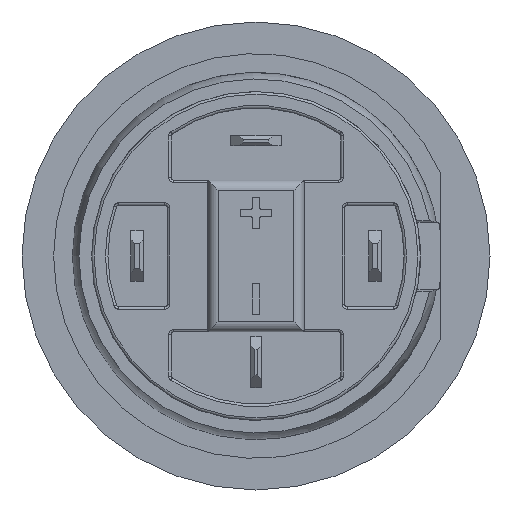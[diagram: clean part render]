
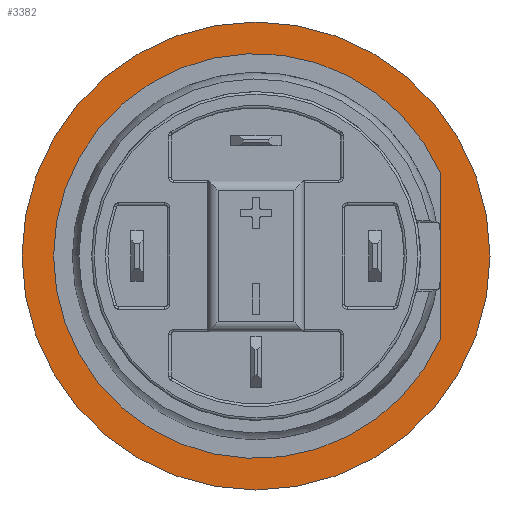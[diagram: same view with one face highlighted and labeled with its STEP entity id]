
A CAD part, front view. The second image highlights one B-rep face of the part: STEP entity #3382.
In plain terms, the highlighted planar face has unit normal (0, -1, 0).
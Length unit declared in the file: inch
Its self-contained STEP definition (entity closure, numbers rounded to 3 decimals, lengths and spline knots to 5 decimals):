
#87=FACE_BOUND('',#552,.T.);
#117=CIRCLE('',#3605,0.36417);
#118=CIRCLE('',#3606,0.36417);
#119=CIRCLE('',#3607,0.28565);
#120=CIRCLE('',#3608,0.28565);
#359=FACE_OUTER_BOUND('',#551,.T.);
#551=EDGE_LOOP('',(#2153,#2154));
#552=EDGE_LOOP('',(#2155,#2156));
#1357=VERTEX_POINT('',#5123);
#1358=VERTEX_POINT('',#5124);
#1359=VERTEX_POINT('',#5127);
#1360=VERTEX_POINT('',#5128);
#1668=EDGE_CURVE('',#1357,#1358,#117,.T.);
#1669=EDGE_CURVE('',#1358,#1357,#118,.T.);
#1670=EDGE_CURVE('',#1359,#1360,#119,.T.);
#1671=EDGE_CURVE('',#1360,#1359,#120,.T.);
#2153=ORIENTED_EDGE('',*,*,#1668,.T.);
#2154=ORIENTED_EDGE('',*,*,#1669,.T.);
#2155=ORIENTED_EDGE('',*,*,#1670,.F.);
#2156=ORIENTED_EDGE('',*,*,#1671,.F.);
#3080=PLANE('',#3604);
#3382=ADVANCED_FACE('',(#359,#87),#3080,.T.);
#3604=AXIS2_PLACEMENT_3D('',#5122,#4015,#4016);
#3605=AXIS2_PLACEMENT_3D('',#5125,#4017,#4018);
#3606=AXIS2_PLACEMENT_3D('',#5126,#4019,#4020);
#3607=AXIS2_PLACEMENT_3D('',#5129,#4021,#4022);
#3608=AXIS2_PLACEMENT_3D('',#5130,#4023,#4024);
#4015=DIRECTION('center_axis',(0.,-1.,0.));
#4016=DIRECTION('ref_axis',(0.,0.,-1.));
#4017=DIRECTION('center_axis',(0.,-1.,0.));
#4018=DIRECTION('ref_axis',(1.,0.,0.));
#4019=DIRECTION('center_axis',(0.,-1.,0.));
#4020=DIRECTION('ref_axis',(1.,0.,0.));
#4021=DIRECTION('center_axis',(0.,-1.,0.));
#4022=DIRECTION('ref_axis',(1.,0.,0.));
#4023=DIRECTION('center_axis',(0.,-1.,0.));
#4024=DIRECTION('ref_axis',(1.,0.,0.));
#5122=CARTESIAN_POINT('Origin',(0.32491,0.,0.));
#5123=CARTESIAN_POINT('',(0.36417,0.,0.));
#5124=CARTESIAN_POINT('',(-0.36417,0.,0.));
#5125=CARTESIAN_POINT('Origin',(0.,0.,0.));
#5126=CARTESIAN_POINT('Origin',(0.,0.,0.));
#5127=CARTESIAN_POINT('',(0.28565,0.,0.));
#5128=CARTESIAN_POINT('',(-0.28565,0.,0.));
#5129=CARTESIAN_POINT('Origin',(0.,0.,0.));
#5130=CARTESIAN_POINT('Origin',(0.,0.,0.));
